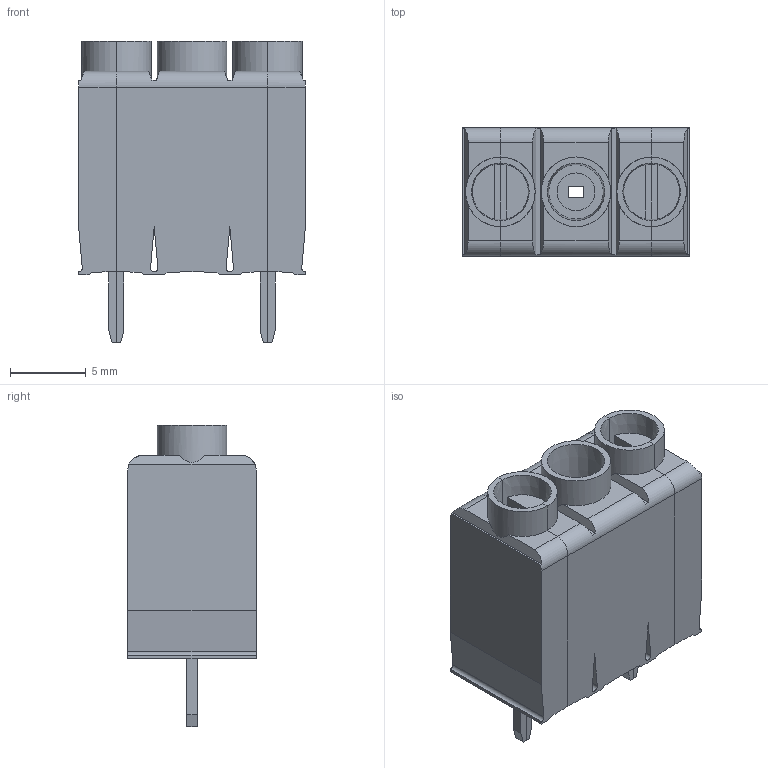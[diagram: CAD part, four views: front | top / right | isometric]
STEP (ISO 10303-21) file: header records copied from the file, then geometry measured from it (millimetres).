
FILE_DESCRIPTION( ( 'Unknown' ), '1' );
FILE_NAME( '691131810002.stp', 'Unknown', ( 'Unknown' ), ( 'Unknown' ), 'PSStep 17.0.49', 'Unknown', ' ' );
FILE_SCHEMA( ( 'AUTOMOTIVE_DESIGN { 1 0 10303 214 1 1 1 1 }' ) );
Length unit declared in the file: millimetre
Products named in the file (4): Assem1; CUU10_DX; CUU10_CNT; CUU10_SX
Assembly tree (3 placements, depth 2):
  Assem1
    CUU10_DX
    CUU10_CNT
    CUU10_SX
Bounding box: 15 x 8.5 x 19.95 mm (x, y, z)
Volume: 1380.4 mm3; surface area: 1936.3 mm2
Topology: 3 solids, 3 shells, 167 faces, 469 edges, 310 vertices
Faces by surface type: plane 141, cylinder 21, cone 5
Full cylindrical faces by diameter (mm): 2.5 x1, 4.6 x1
Entity records: 6750 total; most frequent: CARTESIAN_POINT 945, ORIENTED_EDGE 930, DIRECTION 900, EDGE_CURVE 465, LINE 372, VECTOR 372, VERTEX_POINT 309, AXIS2_PLACEMENT_3D 264
